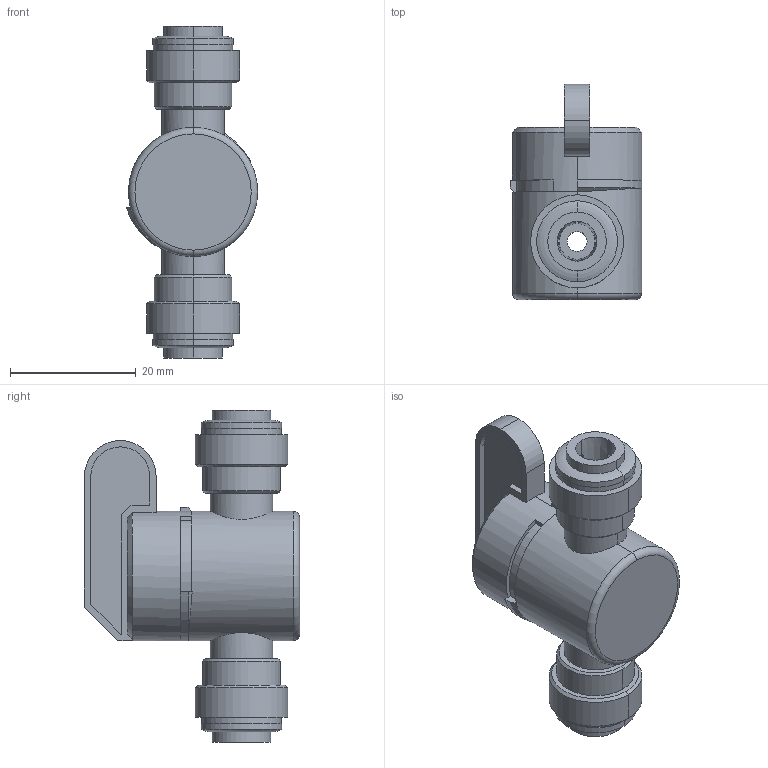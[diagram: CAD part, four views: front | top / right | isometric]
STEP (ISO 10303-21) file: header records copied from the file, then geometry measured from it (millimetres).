
FILE_DESCRIPTION (( 'STEP AP203' ), '1' );
FILE_NAME ('4503K23_Polypropylene On Off Valve for Drinking Water.STEP', '2022-08-02T20:35:40', ( 'Administrator' ), ( 'Managed by Terraform' ), 'SwSTEP 2.0', 'SolidWorks 2017', '' );
FILE_SCHEMA (( 'CONFIG_CONTROL_DESIGN' ));
Length unit declared in the file: inch
Products named in the file (1): 4503K23_Polypropylene On Off Valve for Drinking Water
Bounding box: 20.92 x 34.29 x 52.91 mm (x, y, z)
Volume: 12590.3 mm3; surface area: 7171.8 mm2
Topology: 4 solids, 4 shells, 158 faces, 382 edges, 246 vertices
Faces by surface type: plane 85, cylinder 47, cone 18, torus 6, bspline 2
Entity records: 5042 total; most frequent: CARTESIAN_POINT 1193, DIRECTION 819, ORIENTED_EDGE 764, EDGE_CURVE 382, AXIS2_PLACEMENT_3D 322, VERTEX_POINT 246, EDGE_LOOP 178, VECTOR 175
